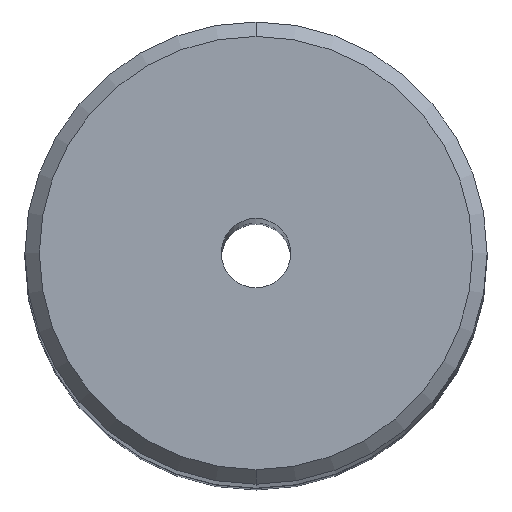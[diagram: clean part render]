
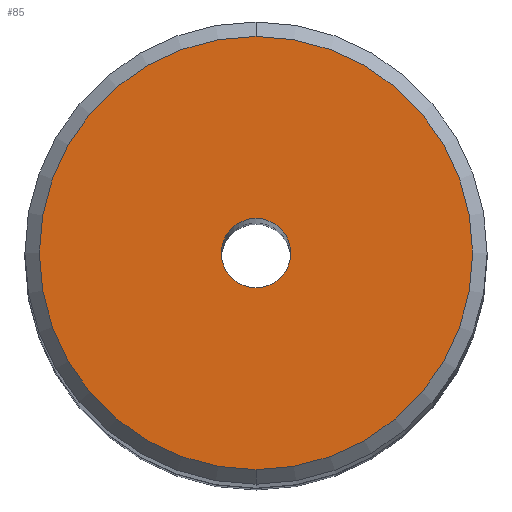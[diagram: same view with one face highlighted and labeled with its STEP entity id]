
A CAD part, top view. The second image highlights one B-rep face of the part: STEP entity #85.
In plain terms, the highlighted planar face has unit normal (0, 0, 1).
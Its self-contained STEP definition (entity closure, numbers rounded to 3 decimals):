
#55=PLANE('',#532);
#62=FACE_BOUND('',#142,.T.);
#63=FACE_BOUND('',#143,.T.);
#85=ADVANCED_FACE('',(#62,#63),#55,.F.);
#142=EDGE_LOOP('',(#230,#231));
#143=EDGE_LOOP('',(#232,#233));
#230=ORIENTED_EDGE('',*,*,#313,.F.);
#231=ORIENTED_EDGE('',*,*,#311,.F.);
#232=ORIENTED_EDGE('',*,*,#314,.F.);
#233=ORIENTED_EDGE('',*,*,#315,.F.);
#266=VERTEX_POINT('',#868);
#267=VERTEX_POINT('',#870);
#268=VERTEX_POINT('',#876);
#269=VERTEX_POINT('',#877);
#311=EDGE_CURVE('',#266,#267,#347,.T.);
#313=EDGE_CURVE('',#267,#266,#348,.T.);
#314=EDGE_CURVE('',#268,#269,#349,.T.);
#315=EDGE_CURVE('',#269,#268,#350,.T.);
#347=CIRCLE('',#526,7.5);
#348=CIRCLE('',#528,7.5);
#349=CIRCLE('',#530,1.2);
#350=CIRCLE('',#531,1.2);
#526=AXIS2_PLACEMENT_3D('',#869,#662,#663);
#528=AXIS2_PLACEMENT_3D('',#873,#667,#668);
#530=AXIS2_PLACEMENT_3D('',#875,#671,#672);
#531=AXIS2_PLACEMENT_3D('',#878,#673,#674);
#532=AXIS2_PLACEMENT_3D('',#879,#675,#676);
#662=DIRECTION('',(0.,0.,-1.));
#663=DIRECTION('',(0.,-1.,0.));
#667=DIRECTION('',(0.,0.,-1.));
#668=DIRECTION('',(0.,1.,0.));
#671=DIRECTION('',(0.,0.,1.));
#672=DIRECTION('',(0.,1.,0.));
#673=DIRECTION('',(0.,0.,1.));
#674=DIRECTION('',(0.,-1.,0.));
#675=DIRECTION('',(0.,0.,-1.));
#676=DIRECTION('',(0.,1.,0.));
#868=CARTESIAN_POINT('',(0.,-7.5,120.));
#869=CARTESIAN_POINT('',(0.,0.,120.));
#870=CARTESIAN_POINT('',(0.,7.5,120.));
#873=CARTESIAN_POINT('',(0.,0.,120.));
#875=CARTESIAN_POINT('',(0.,0.,120.));
#876=CARTESIAN_POINT('',(0.,1.2,120.));
#877=CARTESIAN_POINT('',(0.,-1.2,120.));
#878=CARTESIAN_POINT('',(0.,0.,120.));
#879=CARTESIAN_POINT('',(0.,0.,120.));
